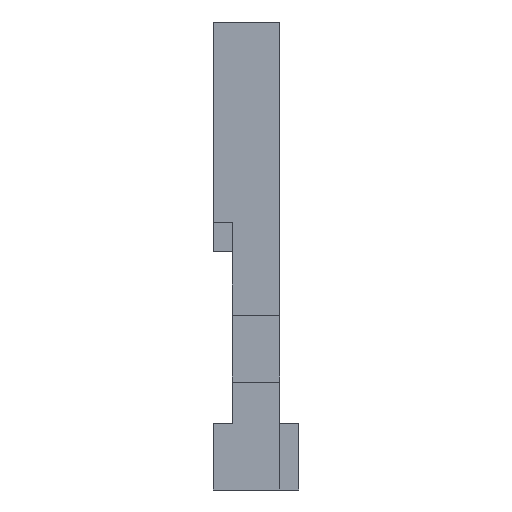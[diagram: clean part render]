
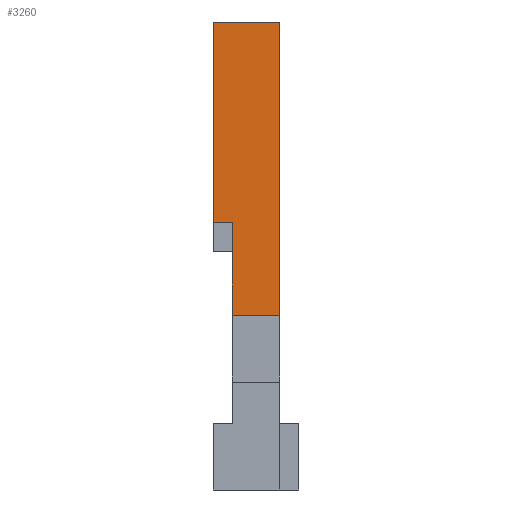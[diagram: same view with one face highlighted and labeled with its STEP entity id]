
A CAD part, left-side view. The second image highlights one B-rep face of the part: STEP entity #3260.
In plain terms, the highlighted planar face has unit normal (-1, 0, 0).
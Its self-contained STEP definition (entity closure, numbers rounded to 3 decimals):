
#182=FACE_OUTER_BOUND('',#364,.T.);
#364=EDGE_LOOP('',(#2730,#2731,#2732,#2733,#2734,#2735));
#740=LINE('',#4850,#1194);
#787=LINE('',#4942,#1241);
#838=LINE('',#5035,#1292);
#839=LINE('',#5037,#1293);
#840=LINE('',#5039,#1294);
#841=LINE('',#5040,#1295);
#1194=VECTOR('',#3976,1000.);
#1241=VECTOR('',#4025,1000.);
#1292=VECTOR('',#4100,1000.);
#1293=VECTOR('',#4101,1000.);
#1294=VECTOR('',#4102,1000.);
#1295=VECTOR('',#4103,1000.);
#1551=VERTEX_POINT('',#4847);
#1552=VERTEX_POINT('',#4849);
#1595=VERTEX_POINT('',#4939);
#1596=VERTEX_POINT('',#4941);
#1627=VERTEX_POINT('',#5036);
#1628=VERTEX_POINT('',#5038);
#1950=EDGE_CURVE('',#1552,#1551,#740,.T.);
#1997=EDGE_CURVE('',#1595,#1596,#787,.T.);
#2048=EDGE_CURVE('',#1552,#1595,#838,.T.);
#2049=EDGE_CURVE('',#1551,#1627,#839,.T.);
#2050=EDGE_CURVE('',#1628,#1627,#840,.T.);
#2051=EDGE_CURVE('',#1628,#1596,#841,.T.);
#2730=ORIENTED_EDGE('',*,*,#2048,.F.);
#2731=ORIENTED_EDGE('',*,*,#1950,.T.);
#2732=ORIENTED_EDGE('',*,*,#2049,.T.);
#2733=ORIENTED_EDGE('',*,*,#2050,.F.);
#2734=ORIENTED_EDGE('',*,*,#2051,.T.);
#2735=ORIENTED_EDGE('',*,*,#1997,.F.);
#3110=PLANE('',#3424);
#3260=ADVANCED_FACE('',(#182),#3110,.T.);
#3424=AXIS2_PLACEMENT_3D('',#5034,#4098,#4099);
#3976=DIRECTION('',(0.,0.,1.));
#4025=DIRECTION('',(0.,0.,1.));
#4098=DIRECTION('center_axis',(-1.,0.,0.));
#4099=DIRECTION('ref_axis',(0.,0.,1.));
#4100=DIRECTION('',(0.,1.,0.));
#4101=DIRECTION('',(0.,1.,0.));
#4102=DIRECTION('',(0.,0.,1.));
#4103=DIRECTION('',(0.,-1.,0.));
#4847=CARTESIAN_POINT('',(-3.215,-0.5,2.45));
#4849=CARTESIAN_POINT('',(-3.215,-0.5,-0.62));
#4850=CARTESIAN_POINT('',(-3.215,-0.5,-2.45));
#4939=CARTESIAN_POINT('',(-3.215,0.,-0.62));
#4941=CARTESIAN_POINT('',(-3.215,0.,0.35));
#4942=CARTESIAN_POINT('',(-3.215,0.,-2.45));
#5034=CARTESIAN_POINT('Origin',(-3.215,-0.5,-2.45));
#5035=CARTESIAN_POINT('',(-3.215,-0.5,-0.62));
#5036=CARTESIAN_POINT('',(-3.215,0.2,2.45));
#5037=CARTESIAN_POINT('',(-3.215,-0.5,2.45));
#5038=CARTESIAN_POINT('',(-3.215,0.2,0.35));
#5039=CARTESIAN_POINT('',(-3.215,0.2,0.35));
#5040=CARTESIAN_POINT('',(-3.215,0.2,0.35));
